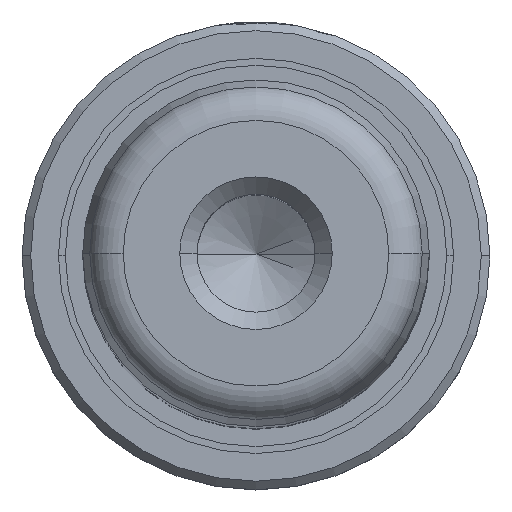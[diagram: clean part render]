
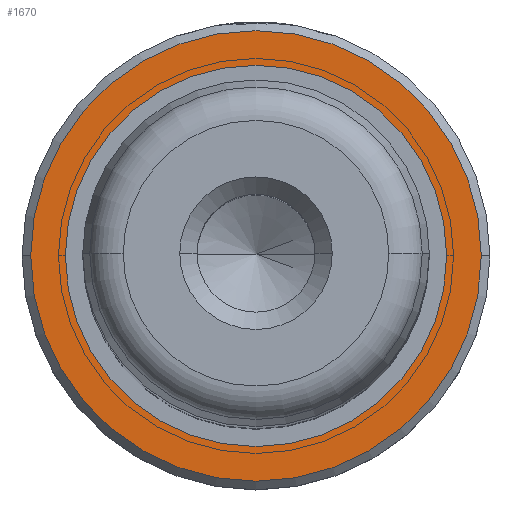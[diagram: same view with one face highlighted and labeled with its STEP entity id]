
A CAD part, top view. The second image highlights one B-rep face of the part: STEP entity #1670.
In plain terms, the highlighted planar face has unit normal (0, 0, 1).
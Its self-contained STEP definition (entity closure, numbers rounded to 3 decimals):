
#85 = ORIENTED_EDGE ( 'NONE', *, *, #1735, .T. ) ;
#109 = DIRECTION ( 'NONE',  ( -1., 0., 0. ) ) ;
#117 = DIRECTION ( 'NONE',  ( 0., 0., 1. ) ) ;
#122 = CARTESIAN_POINT ( 'NONE',  ( 0., 0., 70. ) ) ;
#161 = EDGE_CURVE ( 'NONE', #2336, #1565, #578, .T. ) ;
#171 = AXIS2_PLACEMENT_3D ( 'NONE', #1690, #1685, #1677 ) ;
#232 = CARTESIAN_POINT ( 'NONE',  ( 13., 0., 70. ) ) ;
#291 = EDGE_LOOP ( 'NONE', ( #1988, #85 ) ) ;
#313 = CIRCLE ( 'NONE', #171, 13. ) ;
#344 = AXIS2_PLACEMENT_3D ( 'NONE', #122, #117, #109 ) ;
#457 = DIRECTION ( 'NONE',  ( -1., 0., 0. ) ) ;
#462 = DIRECTION ( 'NONE',  ( 0., 0., -1. ) ) ;
#471 = CARTESIAN_POINT ( 'NONE',  ( 10., 0., 70. ) ) ;
#480 = PLANE ( 'NONE',  #1672 ) ;
#566 = FACE_OUTER_BOUND ( 'NONE', #291, .T. ) ;
#578 = CIRCLE ( 'NONE', #762, 11. ) ;
#661 = CARTESIAN_POINT ( 'NONE',  ( -11., 0., 70. ) ) ;
#762 = AXIS2_PLACEMENT_3D ( 'NONE', #1115, #1109, #1107 ) ;
#1053 = ORIENTED_EDGE ( 'NONE', *, *, #161, .T. ) ;
#1083 = EDGE_CURVE ( 'NONE', #1565, #2336, #2104, .T. ) ;
#1090 = CARTESIAN_POINT ( 'NONE',  ( 11., 0., 70. ) ) ;
#1107 = DIRECTION ( 'NONE',  ( -1., 0., 0. ) ) ;
#1109 = DIRECTION ( 'NONE',  ( 0., 0., -1. ) ) ;
#1115 = CARTESIAN_POINT ( 'NONE',  ( 0., 0., 70. ) ) ;
#1223 = VERTEX_POINT ( 'NONE', #1770 ) ;
#1261 = EDGE_CURVE ( 'NONE', #1223, #1726, #313, .T. ) ;
#1525 = ORIENTED_EDGE ( 'NONE', *, *, #1083, .T. ) ;
#1565 = VERTEX_POINT ( 'NONE', #1090 ) ;
#1670 = ADVANCED_FACE ( 'NONE', ( #2335, #566 ), #480, .F. ) ;
#1672 = AXIS2_PLACEMENT_3D ( 'NONE', #471, #462, #457 ) ;
#1677 = DIRECTION ( 'NONE',  ( -1., 0., 0. ) ) ;
#1685 = DIRECTION ( 'NONE',  ( 0., 0., 1. ) ) ;
#1687 = EDGE_LOOP ( 'NONE', ( #1053, #1525 ) ) ;
#1690 = CARTESIAN_POINT ( 'NONE',  ( 0., 0., 70. ) ) ;
#1714 = CIRCLE ( 'NONE', #344, 13. ) ;
#1726 = VERTEX_POINT ( 'NONE', #232 ) ;
#1735 = EDGE_CURVE ( 'NONE', #1726, #1223, #1714, .T. ) ;
#1770 = CARTESIAN_POINT ( 'NONE',  ( -13., 0., 70. ) ) ;
#1864 = AXIS2_PLACEMENT_3D ( 'NONE', #2028, #2026, #2021 ) ;
#1988 = ORIENTED_EDGE ( 'NONE', *, *, #1261, .T. ) ;
#2021 = DIRECTION ( 'NONE',  ( -1., 0., 0. ) ) ;
#2026 = DIRECTION ( 'NONE',  ( 0., 0., -1. ) ) ;
#2028 = CARTESIAN_POINT ( 'NONE',  ( 0., 0., 70. ) ) ;
#2104 = CIRCLE ( 'NONE', #1864, 11. ) ;
#2335 = FACE_BOUND ( 'NONE', #1687, .T. ) ;
#2336 = VERTEX_POINT ( 'NONE', #661 ) ;
